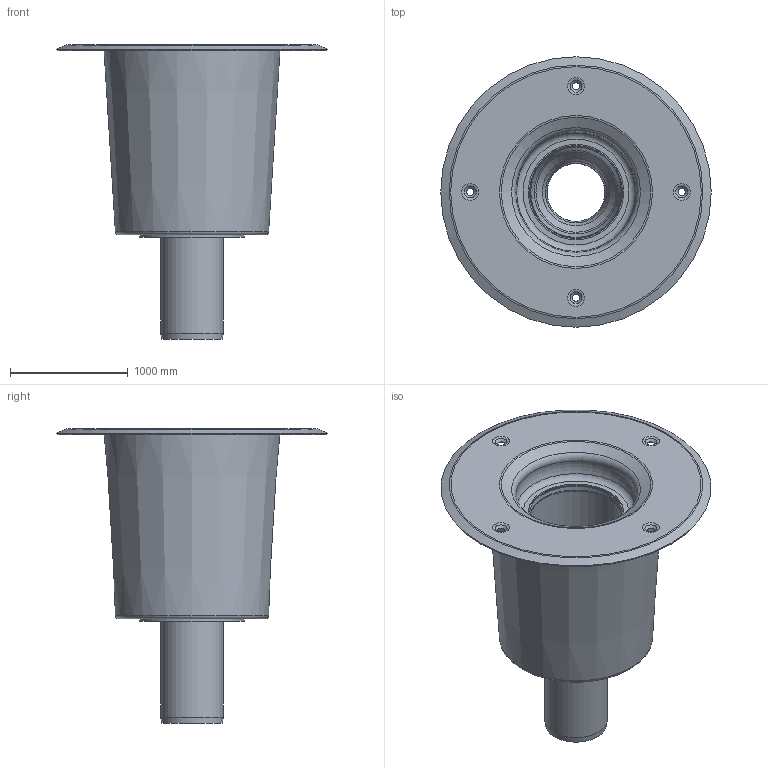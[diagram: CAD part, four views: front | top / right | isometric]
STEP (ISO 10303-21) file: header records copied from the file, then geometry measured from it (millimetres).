
FILE_DESCRIPTION(/* description */ (''),/* implementation_level */ '2;1');
FILE_NAME(/* name */ '15379.050X_3D.stp',/* time_stamp */ '2024-12-11T14:56:47+01:00',/* author */ ('CAD'),/* organization */ (''),/* preprocessor_version */ 'ST-DEVELOPER v20',/* originating_system */ 'AutoCAD Mechanical',/* authorisation */ '');
FILE_SCHEMA (('AUTOMOTIVE_DESIGN { 1 0 10303 214 3 1 1 }','PROCESS_PLANNING_SCHEMA'));
Length unit declared in the file: centimetre
Products named in the file (2): Product; *S0
Assembly tree (1 placements, depth 2):
  Product
    *S0
Bounding box: 2300 x 2300 x 2500 mm (x, y, z)
Volume: 1384657362.4 mm3; surface area: 32649576 mm2
Topology: 6 solids, 6 shells, 97 faces, 219 edges, 140 vertices
Faces by surface type: cone 36, torus 30, plane 17, cylinder 14
Full cylindrical faces by diameter (mm): 500 x2, 530 x3, 630 x1, 750 x1, 770 x1, 780 x1, 810 x2, 890 x1, 950 x1, 1070 x1
Entity records: 2911 total; most frequent: DIRECTION 587, CARTESIAN_POINT 459, ORIENTED_EDGE 436, AXIS2_PLACEMENT_3D 268, EDGE_CURVE 218, CIRCLE 168, VERTEX_POINT 138, EDGE_LOOP 122
